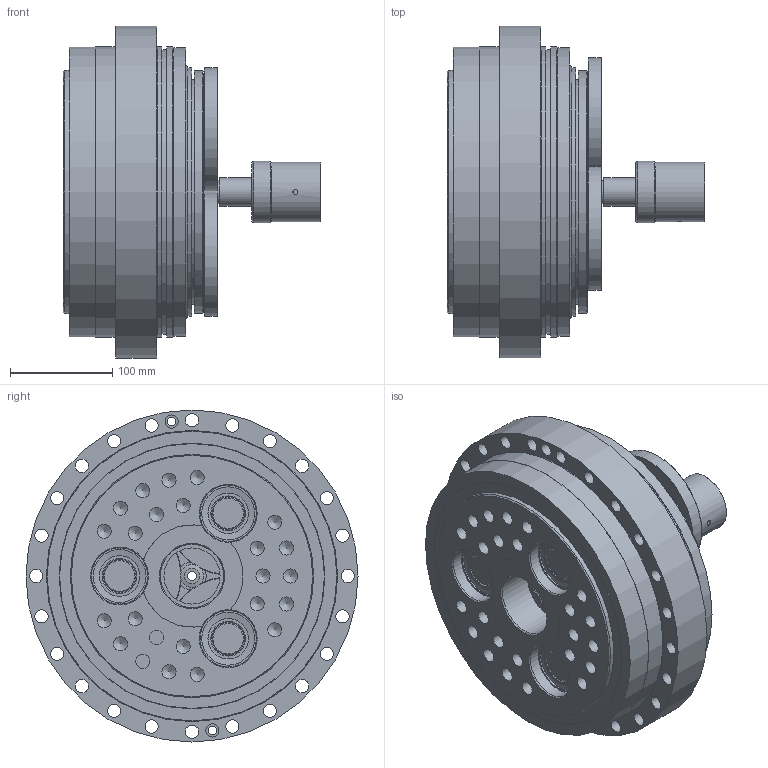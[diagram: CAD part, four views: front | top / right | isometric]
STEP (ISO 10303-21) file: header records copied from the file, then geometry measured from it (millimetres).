
FILE_DESCRIPTION(/* description */ (''),/* implementation_level */ '2;1');
FILE_NAME(/* name */ 'F2CF-UA80-283.stp',/* time_stamp */ '2023-03-24T14:49:57+09:00',/* author */ ('ik43153556'),/* organization */ (''),/* preprocessor_version */ 'ST-DEVELOPER v18.1',/* originating_system */ 'Autodesk Inventor 2021',/* authorisation */ '');
FILE_SCHEMA (('CONFIG_CONTROL_DESIGN'));
Length unit declared in the file: millimetre
Products named in the file (1): F2CF-UA80
Bounding box: 252.5 x 325 x 325 mm (x, y, z)
Volume: 5764645.6 mm3; surface area: 843464.4 mm2
Topology: 1 solids, 8 shells, 711 faces, 1550 edges, 990 vertices
Faces by surface type: cylinder 242, plane 230, cone 128, torus 111
Full cylindrical faces by diameter (mm): 2 x6, 4.917 x1, 8.376 x2, 9 x1, 10.5 x1, 13 x26, 13.7 x3, 13.835 x24, 14 x6, 16 x9, 17.5 x9, 22.75 x1, 24 x9, 26 x9, 27.8 x1, 29.75 x6, 30 x3, 31.9 x6, 32 x12, 39.6 x6, 43 x3, 48 x3, 49.1 x6, 51 x1, 55 x4, 58 x1, 60 x1, 62 x1, 65 x15, 68 x3
Entity records: 20557 total; most frequent: CARTESIAN_POINT 3824, DIRECTION 3561, ORIENTED_EDGE 3034, AXIS2_PLACEMENT_3D 1529, EDGE_CURVE 1517, VERTEX_POINT 990, EDGE_LOOP 965, CIRCLE 817
